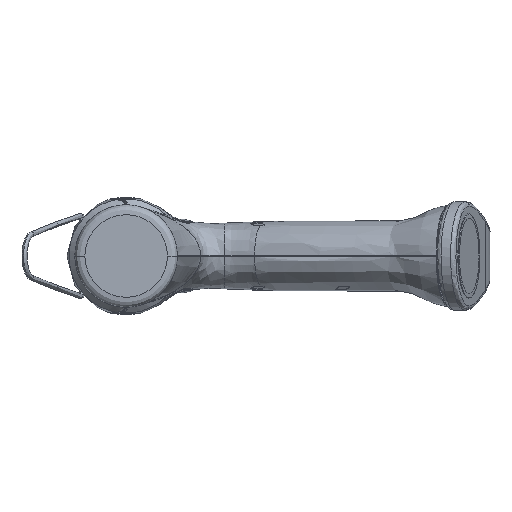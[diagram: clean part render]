
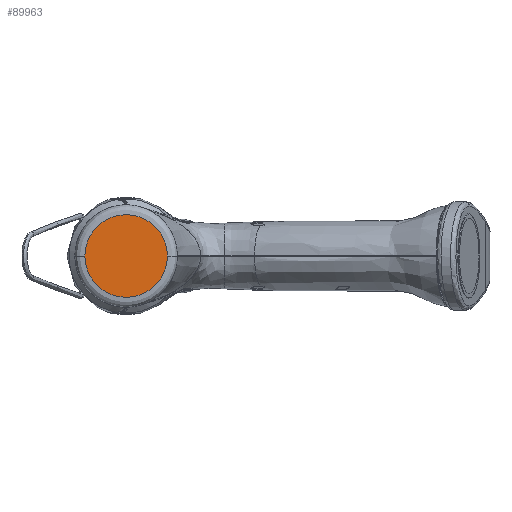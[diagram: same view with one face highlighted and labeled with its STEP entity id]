
A CAD part, left-side view. The second image highlights one B-rep face of the part: STEP entity #89963.
In plain terms, the highlighted planar face has unit normal (-1, 0, 0).
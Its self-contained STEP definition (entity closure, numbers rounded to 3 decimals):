
#89854=CARTESIAN_POINT('',(-187.204,-18.795,0.));
#89868=CARTESIAN_POINT('',(-187.204,18.795,0.));
#89882=CARTESIAN_POINT('',(-187.204,0.,0.));
#89883=DIRECTION('',(1.,0.,0.));
#89884=DIRECTION('',(0.,-1.,0.));
#89885=AXIS2_PLACEMENT_3D('',#89882,#89883,#89884);
#89887=CARTESIAN_POINT('',(-187.204,0.,0.));
#89888=DIRECTION('',(-1.,0.,0.));
#89889=DIRECTION('',(0.,-1.,0.));
#89890=AXIS2_PLACEMENT_3D('',#89887,#89888,#89889);
#89940=VERTEX_POINT('',#89854);
#89942=VERTEX_POINT('',#89868);
#89952=CARTESIAN_POINT('',(-187.204,0.,0.));
#89953=DIRECTION('',(-1.,0.,0.));
#89954=DIRECTION('',(0.,1.,0.));
#89955=AXIS2_PLACEMENT_3D('',#89952,#89953,#89954);
#89956=PLANE('',#89955);
#89958=ORIENTED_EDGE('',*,*,#89957,.T.);
#89960=ORIENTED_EDGE('',*,*,#89959,.F.);
#89961=EDGE_LOOP('',(#89958,#89960));
#89962=FACE_OUTER_BOUND('',#89961,.F.);
#89963=ADVANCED_FACE('',(#89962),#89956,.T.);
#89886=CIRCLE('',#89885,18.795);
#89891=CIRCLE('',#89890,18.795);
#89957=EDGE_CURVE('',#89940,#89942,#89886,.T.);
#89959=EDGE_CURVE('',#89940,#89942,#89891,.T.);
